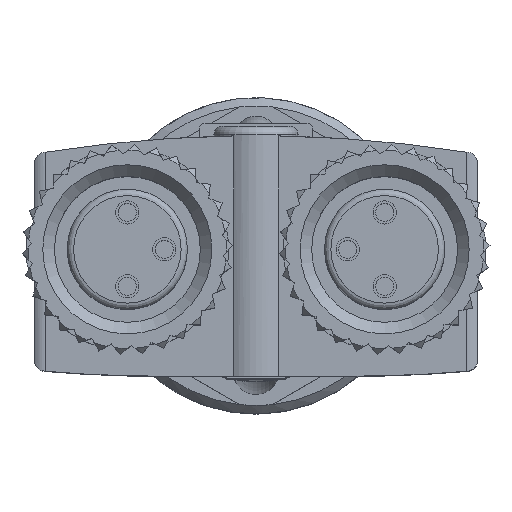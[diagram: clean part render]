
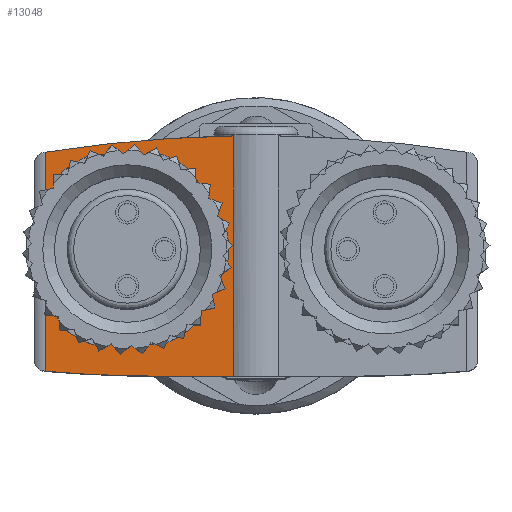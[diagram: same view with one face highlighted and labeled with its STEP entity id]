
A CAD part, top view. The second image highlights one B-rep face of the part: STEP entity #13048.
In plain terms, the highlighted face is planar.
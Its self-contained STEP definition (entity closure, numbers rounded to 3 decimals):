
#339=LINE('',#18491,#1111);
#340=LINE('',#18496,#1112);
#341=LINE('',#18498,#1113);
#1111=VECTOR('',#15129,1000.);
#1112=VECTOR('',#15132,1000.);
#1113=VECTOR('',#15133,1000.);
#1761=PLANE('',#13772);
#2172=CIRCLE('',#13773,2.95);
#2173=CIRCLE('',#13774,64.5);
#2174=CIRCLE('',#13775,64.5);
#2906=ORIENTED_EDGE('',*,*,#5692,.F.);
#2907=ORIENTED_EDGE('',*,*,#5693,.T.);
#2908=ORIENTED_EDGE('',*,*,#5694,.F.);
#2909=ORIENTED_EDGE('',*,*,#5695,.F.);
#2910=ORIENTED_EDGE('',*,*,#5696,.F.);
#2911=ORIENTED_EDGE('',*,*,#5697,.F.);
#5692=EDGE_CURVE('',#7046,#7046,#2172,.F.);
#5693=EDGE_CURVE('',#7047,#7048,#339,.T.);
#5694=EDGE_CURVE('',#7049,#7048,#2173,.T.);
#5695=EDGE_CURVE('',#7050,#7049,#340,.T.);
#5696=EDGE_CURVE('',#7051,#7050,#341,.T.);
#5697=EDGE_CURVE('',#7047,#7051,#2174,.T.);
#7046=VERTEX_POINT('',#18490);
#7047=VERTEX_POINT('',#18492);
#7048=VERTEX_POINT('',#18493);
#7049=VERTEX_POINT('',#18495);
#7050=VERTEX_POINT('',#18497);
#7051=VERTEX_POINT('',#18499);
#8052=EDGE_LOOP('',(#2906));
#8053=EDGE_LOOP('',(#2907,#2908,#2909,#2910,#2911));
#8735=FACE_BOUND('',#8052,.T.);
#8736=FACE_BOUND('',#8053,.T.);
#13048=ADVANCED_FACE('',(#8735,#8736),#1761,.F.);
#13772=AXIS2_PLACEMENT_3D('',#18488,#15125,#15126);
#13773=AXIS2_PLACEMENT_3D('',#18489,#15127,#15128);
#13774=AXIS2_PLACEMENT_3D('',#18494,#15130,#15131);
#13775=AXIS2_PLACEMENT_3D('',#18500,#15134,#15135);
#15125=DIRECTION('',(0.,0.,1.));
#15126=DIRECTION('',(1.,0.,0.));
#15127=DIRECTION('',(0.,0.,1.));
#15128=DIRECTION('',(1.,0.,0.));
#15129=DIRECTION('',(0.,-1.,0.));
#15130=DIRECTION('',(0.,0.,1.));
#15131=DIRECTION('',(1.,0.,0.));
#15132=DIRECTION('',(1.,0.,0.));
#15133=DIRECTION('',(0.,-1.,0.));
#15134=DIRECTION('',(0.,0.,1.));
#15135=DIRECTION('',(1.,0.,0.));
#18488=CARTESIAN_POINT('',(-10.,4.114,0.));
#18489=CARTESIAN_POINT('',(6.1,0.,0.));
#18490=CARTESIAN_POINT('',(9.05,0.,0.));
#18491=CARTESIAN_POINT('',(10.,8.3,0.));
#18492=CARTESIAN_POINT('',(10.,4.62,0.));
#18493=CARTESIAN_POINT('',(10.,-5.765,0.));
#18494=CARTESIAN_POINT('',(4.5,58.5,0.));
#18495=CARTESIAN_POINT('',(4.5,-6.,0.));
#18496=CARTESIAN_POINT('',(-4.5,-6.,0.));
#18497=CARTESIAN_POINT('',(1.054,-6.,0.));
#18498=CARTESIAN_POINT('',(1.054,-6.,0.));
#18499=CARTESIAN_POINT('',(1.054,5.391,0.));
#18500=CARTESIAN_POINT('',(0.,-59.1,0.));
